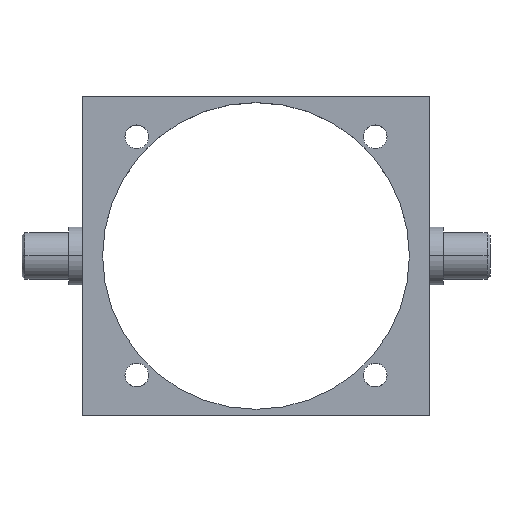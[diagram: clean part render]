
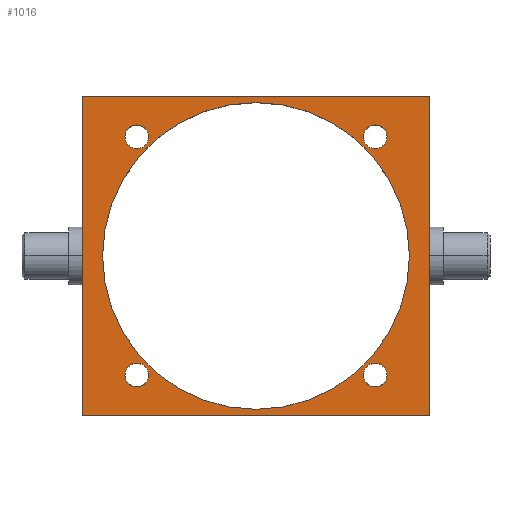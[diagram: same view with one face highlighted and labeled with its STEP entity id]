
A CAD part, top view. The second image highlights one B-rep face of the part: STEP entity #1016.
In plain terms, the highlighted planar face has unit normal (0, 0, 1).
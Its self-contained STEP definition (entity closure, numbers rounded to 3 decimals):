
#18 = CARTESIAN_POINT ( 'NONE',  ( 148., -136., 25. ) ) ;
#72 = CARTESIAN_POINT ( 'NONE',  ( -91.725, 101.85, 25. ) ) ;
#76 = CARTESIAN_POINT ( 'NONE',  ( -148., 136., 25. ) ) ;
#77 = CARTESIAN_POINT ( 'NONE',  ( -111.975, 101.85, 25. ) ) ;
#80 = CARTESIAN_POINT ( 'NONE',  ( 131.1, 0., 25. ) ) ;
#86 = CARTESIAN_POINT ( 'NONE',  ( 111.975, -101.85, 25. ) ) ;
#89 = CARTESIAN_POINT ( 'NONE',  ( 148., 136., 25. ) ) ;
#94 = CARTESIAN_POINT ( 'NONE',  ( -148., -136., 25. ) ) ;
#95 = CARTESIAN_POINT ( 'NONE',  ( 91.725, -101.85, 25. ) ) ;
#105 = CARTESIAN_POINT ( 'NONE',  ( 91.725, 101.85, 25. ) ) ;
#106 = CARTESIAN_POINT ( 'NONE',  ( -91.725, -101.85, 25. ) ) ;
#109 = CARTESIAN_POINT ( 'NONE',  ( 111.975, 101.85, 25. ) ) ;
#134 = CARTESIAN_POINT ( 'NONE',  ( -131.1, 0., 25. ) ) ;
#141 = CARTESIAN_POINT ( 'NONE',  ( -111.975, -101.85, 25. ) ) ;
#195 = CARTESIAN_POINT ( 'NONE',  ( 148., 136., 25. ) ) ;
#208 = DIRECTION ( 'NONE',  ( 1., 0., 0. ) ) ;
#244 = CARTESIAN_POINT ( 'NONE',  ( -148., 136., 25. ) ) ;
#251 = DIRECTION ( 'NONE',  ( 0., 0., 1. ) ) ;
#331 = DIRECTION ( 'NONE',  ( 1., 0., 0. ) ) ;
#387 = DIRECTION ( 'NONE',  ( 1., 0., 0. ) ) ;
#388 = DIRECTION ( 'NONE',  ( 0., 0., 1. ) ) ;
#389 = CARTESIAN_POINT ( 'NONE',  ( 101.85, -101.85, 25. ) ) ;
#545 = CARTESIAN_POINT ( 'NONE',  ( -148., -136., 25. ) ) ;
#554 = CARTESIAN_POINT ( 'NONE',  ( 101.85, 101.85, 25. ) ) ;
#578 = DIRECTION ( 'NONE',  ( 0., 0., 1. ) ) ;
#579 = CARTESIAN_POINT ( 'NONE',  ( -101.85, 101.85, 25. ) ) ;
#581 = CARTESIAN_POINT ( 'NONE',  ( -148., 136., 25. ) ) ;
#584 = CARTESIAN_POINT ( 'NONE',  ( 101.85, -101.85, 25. ) ) ;
#586 = DIRECTION ( 'NONE',  ( 1., 0., 0. ) ) ;
#660 = DIRECTION ( 'NONE',  ( 0., 0., 1. ) ) ;
#674 = DIRECTION ( 'NONE',  ( 1., 0., 0. ) ) ;
#677 = DIRECTION ( 'NONE',  ( 1., 0., 0. ) ) ;
#679 = CARTESIAN_POINT ( 'NONE',  ( 0., 0., 25. ) ) ;
#707 = DIRECTION ( 'NONE',  ( 1., 0., 0. ) ) ;
#756 = DIRECTION ( 'NONE',  ( 1., 0., 0. ) ) ;
#759 = DIRECTION ( 'NONE',  ( -1., 0., 0. ) ) ;
#801 = DIRECTION ( 'NONE',  ( 0., 0., 1. ) ) ;
#820 = DIRECTION ( 'NONE',  ( 0., 0., 1. ) ) ;
#821 = DIRECTION ( 'NONE',  ( 0., 0., 1. ) ) ;
#828 = DIRECTION ( 'NONE',  ( 0., -1., 0. ) ) ;
#839 = DIRECTION ( 'NONE',  ( 0., 1., 0. ) ) ;
#930 = CARTESIAN_POINT ( 'NONE',  ( -101.85, -101.85, 25. ) ) ;
#943 = CARTESIAN_POINT ( 'NONE',  ( 0., 0., 25. ) ) ;
#957 = DIRECTION ( 'NONE',  ( 0., 0., 1. ) ) ;
#960 = DIRECTION ( 'NONE',  ( 1., 0., 0. ) ) ;
#976 = CARTESIAN_POINT ( 'NONE',  ( -101.85, -101.85, 25. ) ) ;
#1016 = ADVANCED_FACE ( 'NONE', ( #2129, #2369, #1960, #2331, #2062, #2038 ), #1686, .T. ) ;
#1074 = CARTESIAN_POINT ( 'NONE',  ( 101.85, 101.85, 25. ) ) ;
#1109 = DIRECTION ( 'NONE',  ( 1., 0., 0. ) ) ;
#1112 = DIRECTION ( 'NONE',  ( 0., 0., 1. ) ) ;
#1114 = DIRECTION ( 'NONE',  ( 0., 0., 1. ) ) ;
#1133 = DIRECTION ( 'NONE',  ( 1., 0., 0. ) ) ;
#1145 = CARTESIAN_POINT ( 'NONE',  ( -101.85, 101.85, 25. ) ) ;
#1171 = VECTOR ( 'NONE', #828, 1000. ) ;
#1185 = CIRCLE ( 'NONE', #1474, 10.125 ) ;
#1191 = CIRCLE ( 'NONE', #1433, 10.125 ) ;
#1201 = LINE ( 'NONE', #545, #1276 ) ;
#1206 = CIRCLE ( 'NONE', #1586, 10.125 ) ;
#1214 = VECTOR ( 'NONE', #839, 1000. ) ;
#1215 = LINE ( 'NONE', #195, #1214 ) ;
#1217 = CIRCLE ( 'NONE', #1576, 131.1 ) ;
#1260 = LINE ( 'NONE', #244, #1306 ) ;
#1265 = CIRCLE ( 'NONE', #1401, 131.1 ) ;
#1274 = LINE ( 'NONE', #581, #1171 ) ;
#1275 = CIRCLE ( 'NONE', #1555, 10.125 ) ;
#1276 = VECTOR ( 'NONE', #331, 1000. ) ;
#1289 = CIRCLE ( 'NONE', #1605, 10.125 ) ;
#1304 = CIRCLE ( 'NONE', #1582, 10.125 ) ;
#1306 = VECTOR ( 'NONE', #759, 1000. ) ;
#1369 = EDGE_CURVE ( 'NONE', #1728, #1791, #2343, .T. ) ;
#1383 = AXIS2_PLACEMENT_3D ( 'NONE', #1074, #1114, #1109 ) ;
#1396 = AXIS2_PLACEMENT_3D ( 'NONE', #1145, #1112, #1133 ) ;
#1401 = AXIS2_PLACEMENT_3D ( 'NONE', #943, #801, #208 ) ;
#1403 = EDGE_CURVE ( 'NONE', #1826, #1822, #2006, .T. ) ;
#1433 = AXIS2_PLACEMENT_3D ( 'NONE', #579, #578, #586 ) ;
#1437 = EDGE_CURVE ( 'NONE', #1803, #1812, #1275, .T. ) ;
#1438 = EDGE_CURVE ( 'NONE', #1735, #1811, #1274, .T. ) ;
#1439 = EDGE_CURVE ( 'NONE', #1811, #1696, #1201, .T. ) ;
#1463 = EDGE_CURVE ( 'NONE', #1812, #1803, #1185, .T. ) ;
#1474 = AXIS2_PLACEMENT_3D ( 'NONE', #389, #388, #387 ) ;
#1476 = EDGE_CURVE ( 'NONE', #1791, #1728, #1191, .T. ) ;
#1495 = EDGE_CURVE ( 'NONE', #1863, #1823, #1289, .T. ) ;
#1535 = EDGE_CURVE ( 'NONE', #1822, #1826, #1206, .T. ) ;
#1555 = AXIS2_PLACEMENT_3D ( 'NONE', #584, #821, #707 ) ;
#1566 = AXIS2_PLACEMENT_3D ( 'NONE', #1853, #1622, #1698 ) ;
#1569 = EDGE_CURVE ( 'NONE', #1806, #1735, #1260, .T. ) ;
#1576 = AXIS2_PLACEMENT_3D ( 'NONE', #679, #820, #756 ) ;
#1578 = EDGE_CURVE ( 'NONE', #1851, #1797, #1265, .T. ) ;
#1579 = EDGE_CURVE ( 'NONE', #1696, #1806, #1215, .T. ) ;
#1582 = AXIS2_PLACEMENT_3D ( 'NONE', #976, #660, #674 ) ;
#1586 = AXIS2_PLACEMENT_3D ( 'NONE', #554, #251, #677 ) ;
#1600 = EDGE_CURVE ( 'NONE', #1823, #1863, #1304, .T. ) ;
#1605 = AXIS2_PLACEMENT_3D ( 'NONE', #930, #957, #960 ) ;
#1607 = EDGE_CURVE ( 'NONE', #1797, #1851, #1217, .T. ) ;
#1622 = DIRECTION ( 'NONE',  ( 0., 0., 1. ) ) ;
#1686 = PLANE ( 'NONE',  #1566 ) ;
#1696 = VERTEX_POINT ( 'NONE', #18 ) ;
#1698 = DIRECTION ( 'NONE',  ( 1., 0., 0. ) ) ;
#1728 = VERTEX_POINT ( 'NONE', #72 ) ;
#1735 = VERTEX_POINT ( 'NONE', #76 ) ;
#1791 = VERTEX_POINT ( 'NONE', #77 ) ;
#1797 = VERTEX_POINT ( 'NONE', #80 ) ;
#1803 = VERTEX_POINT ( 'NONE', #86 ) ;
#1806 = VERTEX_POINT ( 'NONE', #89 ) ;
#1811 = VERTEX_POINT ( 'NONE', #94 ) ;
#1812 = VERTEX_POINT ( 'NONE', #95 ) ;
#1822 = VERTEX_POINT ( 'NONE', #105 ) ;
#1823 = VERTEX_POINT ( 'NONE', #106 ) ;
#1826 = VERTEX_POINT ( 'NONE', #109 ) ;
#1851 = VERTEX_POINT ( 'NONE', #134 ) ;
#1853 = CARTESIAN_POINT ( 'NONE',  ( 148., -136., 25. ) ) ;
#1863 = VERTEX_POINT ( 'NONE', #141 ) ;
#1960 = FACE_BOUND ( 'NONE', #2102, .T. ) ;
#2006 = CIRCLE ( 'NONE', #1383, 10.125 ) ;
#2038 = FACE_BOUND ( 'NONE', #2138, .T. ) ;
#2062 = FACE_OUTER_BOUND ( 'NONE', #2094, .T. ) ;
#2094 = EDGE_LOOP ( 'NONE', ( #2308, #2249, #2247, #2245 ) ) ;
#2100 = EDGE_LOOP ( 'NONE', ( #2364, #2285 ) ) ;
#2102 = EDGE_LOOP ( 'NONE', ( #2252, #2113 ) ) ;
#2113 = ORIENTED_EDGE ( 'NONE', *, *, #1535, .F. ) ;
#2129 = FACE_BOUND ( 'NONE', #2100, .T. ) ;
#2135 = EDGE_LOOP ( 'NONE', ( #2219, #2216 ) ) ;
#2138 = EDGE_LOOP ( 'NONE', ( #2211, #2210 ) ) ;
#2152 = EDGE_LOOP ( 'NONE', ( #2240, #2289 ) ) ;
#2210 = ORIENTED_EDGE ( 'NONE', *, *, #1607, .F. ) ;
#2211 = ORIENTED_EDGE ( 'NONE', *, *, #1578, .F. ) ;
#2216 = ORIENTED_EDGE ( 'NONE', *, *, #1476, .F. ) ;
#2219 = ORIENTED_EDGE ( 'NONE', *, *, #1369, .F. ) ;
#2240 = ORIENTED_EDGE ( 'NONE', *, *, #1437, .F. ) ;
#2245 = ORIENTED_EDGE ( 'NONE', *, *, #1439, .T. ) ;
#2247 = ORIENTED_EDGE ( 'NONE', *, *, #1438, .T. ) ;
#2249 = ORIENTED_EDGE ( 'NONE', *, *, #1569, .T. ) ;
#2252 = ORIENTED_EDGE ( 'NONE', *, *, #1403, .F. ) ;
#2285 = ORIENTED_EDGE ( 'NONE', *, *, #1495, .F. ) ;
#2289 = ORIENTED_EDGE ( 'NONE', *, *, #1463, .F. ) ;
#2308 = ORIENTED_EDGE ( 'NONE', *, *, #1579, .T. ) ;
#2331 = FACE_BOUND ( 'NONE', #2135, .T. ) ;
#2343 = CIRCLE ( 'NONE', #1396, 10.125 ) ;
#2364 = ORIENTED_EDGE ( 'NONE', *, *, #1600, .F. ) ;
#2369 = FACE_BOUND ( 'NONE', #2152, .T. ) ;
